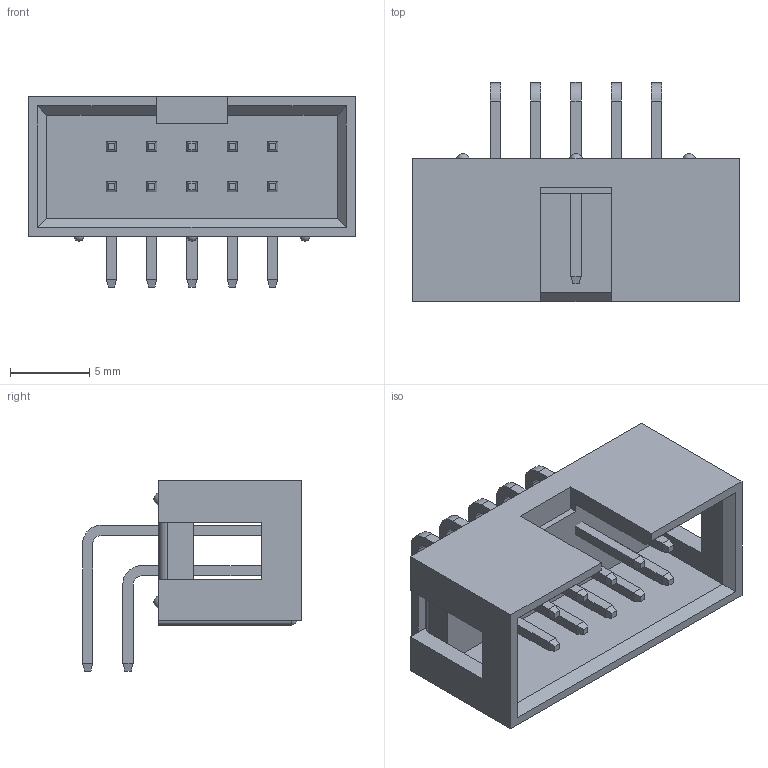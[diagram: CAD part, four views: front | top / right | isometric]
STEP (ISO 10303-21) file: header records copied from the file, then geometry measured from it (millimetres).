
FILE_DESCRIPTION(('STEP AP214'), '1');
FILE_NAME('DS1013-10RSiB', '2016-03-31T16:16:29', ('Nobody'), (''), 'ASCON STEP Converter 1.3', 'ASCON Math Kernel', '');
FILE_SCHEMA(('AUTOMOTIVE_DESIGN { 1 0 10303 214 3 1 1}'));
Length unit declared in the file: millimetre
Bounding box: 20.6 x 13.8 x 12 mm (x, y, z)
Volume: 780.4 mm3; surface area: 1665.6 mm2
Topology: 11 solids, 11 shells, 319 faces, 733 edges, 445 vertices
Faces by surface type: plane 285, cylinder 25, torus 6, sphere 3
Entity records: 11326 total; most frequent: CARTESIAN_POINT 1489, ORIENTED_EDGE 1448, DIRECTION 1432, EDGE_CURVE 724, LINE 656, VECTOR 656, VERTEX_POINT 445, AXIS2_PLACEMENT_3D 388
